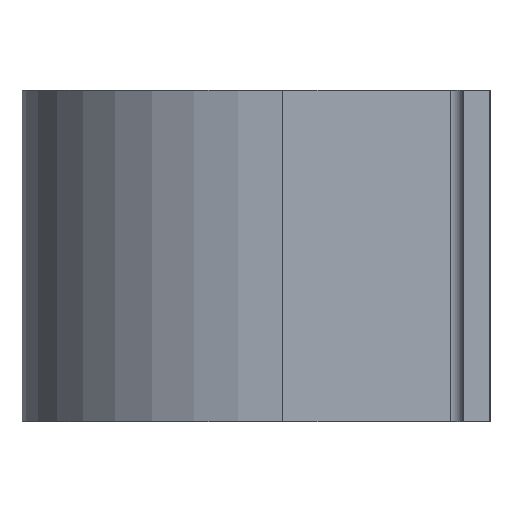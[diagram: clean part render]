
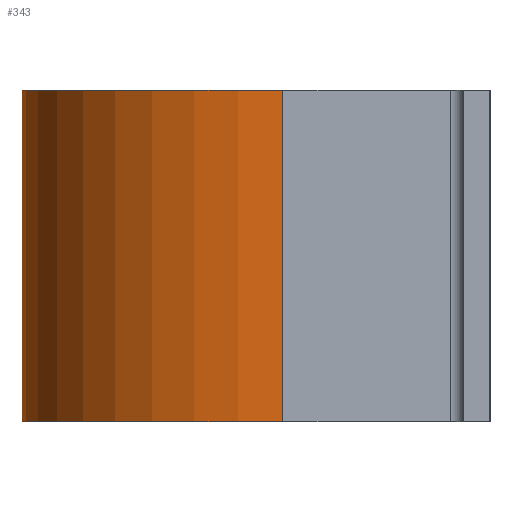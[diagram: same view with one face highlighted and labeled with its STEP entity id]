
A CAD part, left-side view. The second image highlights one B-rep face of the part: STEP entity #343.
In plain terms, the highlighted cylindrical face has radius 15.011 mm (diameter 30.023 mm), a partial arc.
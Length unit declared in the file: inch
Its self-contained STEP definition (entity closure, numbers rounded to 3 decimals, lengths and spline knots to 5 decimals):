
#8 = VERTEX_POINT ( 'NONE', #539 ) ;
#20 = CARTESIAN_POINT ( 'NONE',  ( 0.908, 0.469, -0.375 ) ) ;
#54 = CARTESIAN_POINT ( 'NONE',  ( 2.09, 0.469, -0.375 ) ) ;
#79 = VERTEX_POINT ( 'NONE', #20 ) ;
#83 = AXIS2_PLACEMENT_3D ( 'NONE', #438, #196, #486 ) ;
#90 = ORIENTED_EDGE ( 'NONE', *, *, #311, .F. ) ;
#92 = CYLINDRICAL_SURFACE ( 'NONE', #455, 0.591 ) ;
#99 = CARTESIAN_POINT ( 'NONE',  ( 2.09, 0.469, 0.375 ) ) ;
#113 = DIRECTION ( 'NONE',  ( 0., 0., -1. ) ) ;
#122 = LINE ( 'NONE', #404, #437 ) ;
#126 = LINE ( 'NONE', #99, #448 ) ;
#129 = EDGE_LOOP ( 'NONE', ( #373, #90, #407, #468 ) ) ;
#160 = DIRECTION ( 'NONE',  ( 0., 0., -1. ) ) ;
#167 = CIRCLE ( 'NONE', #83, 0.591 ) ;
#175 = EDGE_CURVE ( 'NONE', #8, #250, #126, .T. ) ;
#189 = EDGE_CURVE ( 'NONE', #372, #8, #229, .T. ) ;
#190 = DIRECTION ( 'NONE',  ( 0., 0., -1. ) ) ;
#196 = DIRECTION ( 'NONE',  ( 0., 0., -1. ) ) ;
#224 = EDGE_CURVE ( 'NONE', #79, #250, #167, .T. ) ;
#229 = CIRCLE ( 'NONE', #401, 0.591 ) ;
#245 = DIRECTION ( 'NONE',  ( -1., 0., 0. ) ) ;
#250 = VERTEX_POINT ( 'NONE', #54 ) ;
#281 = CARTESIAN_POINT ( 'NONE',  ( 1.499, 0.469, 0.375 ) ) ;
#311 = EDGE_CURVE ( 'NONE', #372, #79, #122, .T. ) ;
#341 = CARTESIAN_POINT ( 'NONE',  ( 1.499, 0.469, 0.375 ) ) ;
#343 = ADVANCED_FACE ( 'NONE', ( #425 ), #92, .T. ) ;
#372 = VERTEX_POINT ( 'NONE', #453 ) ;
#373 = ORIENTED_EDGE ( 'NONE', *, *, #224, .F. ) ;
#401 = AXIS2_PLACEMENT_3D ( 'NONE', #341, #436, #481 ) ;
#404 = CARTESIAN_POINT ( 'NONE',  ( 0.908, 0.469, 0.375 ) ) ;
#407 = ORIENTED_EDGE ( 'NONE', *, *, #189, .T. ) ;
#425 = FACE_OUTER_BOUND ( 'NONE', #129, .T. ) ;
#436 = DIRECTION ( 'NONE',  ( 0., 0., -1. ) ) ;
#437 = VECTOR ( 'NONE', #113, 39.37008 ) ;
#438 = CARTESIAN_POINT ( 'NONE',  ( 1.499, 0.469, -0.375 ) ) ;
#448 = VECTOR ( 'NONE', #190, 39.37008 ) ;
#453 = CARTESIAN_POINT ( 'NONE',  ( 0.908, 0.469, 0.375 ) ) ;
#455 = AXIS2_PLACEMENT_3D ( 'NONE', #281, #160, #245 ) ;
#468 = ORIENTED_EDGE ( 'NONE', *, *, #175, .T. ) ;
#481 = DIRECTION ( 'NONE',  ( 1., 0., 0. ) ) ;
#486 = DIRECTION ( 'NONE',  ( 1., 0., 0. ) ) ;
#539 = CARTESIAN_POINT ( 'NONE',  ( 2.09, 0.469, 0.375 ) ) ;
